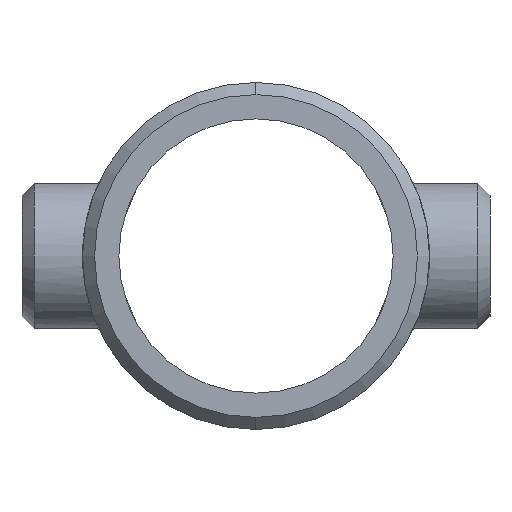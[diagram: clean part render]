
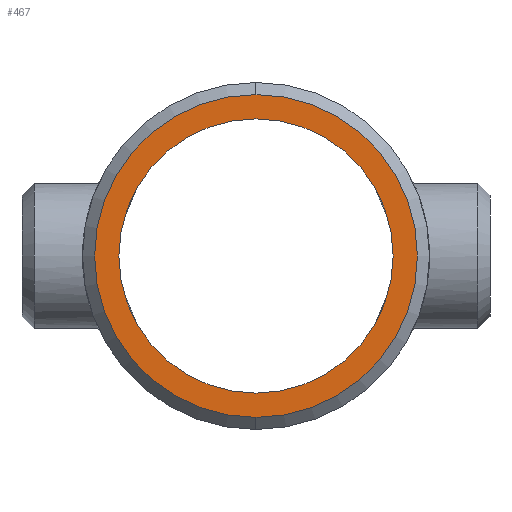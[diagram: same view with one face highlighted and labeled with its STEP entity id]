
A CAD part, left-side view. The second image highlights one B-rep face of the part: STEP entity #467.
In plain terms, the highlighted planar face has unit normal (-1, 0, 0).
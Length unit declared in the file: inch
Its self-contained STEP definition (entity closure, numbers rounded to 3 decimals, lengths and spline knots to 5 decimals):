
#24 = CIRCLE ( 'NONE', #261, 5. ) ;
#60 = ORIENTED_EDGE ( 'NONE', *, *, #299, .T. ) ;
#99 = VERTEX_POINT ( 'NONE', #362 ) ;
#144 = CARTESIAN_POINT ( 'NONE',  ( -8.5, 0., 5. ) ) ;
#191 = AXIS2_PLACEMENT_3D ( 'NONE', #1130, #1236, #1036 ) ;
#208 = DIRECTION ( 'NONE',  ( -1., 0., 0. ) ) ;
#236 = VERTEX_POINT ( 'NONE', #796 ) ;
#243 = ORIENTED_EDGE ( 'NONE', *, *, #498, .T. ) ;
#261 = AXIS2_PLACEMENT_3D ( 'NONE', #539, #1212, #1016 ) ;
#279 = CIRCLE ( 'NONE', #1196, 4.25 ) ;
#297 = CIRCLE ( 'NONE', #677, 4.25 ) ;
#299 = EDGE_CURVE ( 'NONE', #464, #99, #1259, .T. ) ;
#330 = DIRECTION ( 'NONE',  ( 0., 0., 1. ) ) ;
#347 = PLANE ( 'NONE',  #191 ) ;
#354 = CARTESIAN_POINT ( 'NONE',  ( -8.5, 0., 0. ) ) ;
#362 = CARTESIAN_POINT ( 'NONE',  ( -8.5, 0., -5. ) ) ;
#453 = DIRECTION ( 'NONE',  ( 1., 0., 0. ) ) ;
#464 = VERTEX_POINT ( 'NONE', #144 ) ;
#467 = ADVANCED_FACE ( 'NONE', ( #646, #937 ), #347, .T. ) ;
#483 = EDGE_CURVE ( 'NONE', #99, #464, #24, .T. ) ;
#498 = EDGE_CURVE ( 'NONE', #236, #1092, #297, .T. ) ;
#538 = ORIENTED_EDGE ( 'NONE', *, *, #991, .T. ) ;
#539 = CARTESIAN_POINT ( 'NONE',  ( -8.5, 0., 0. ) ) ;
#602 = DIRECTION ( 'NONE',  ( 0., 0., 1. ) ) ;
#646 = FACE_OUTER_BOUND ( 'NONE', #917, .T. ) ;
#677 = AXIS2_PLACEMENT_3D ( 'NONE', #354, #453, #330 ) ;
#796 = CARTESIAN_POINT ( 'NONE',  ( -8.5, 0., 4.25 ) ) ;
#814 = AXIS2_PLACEMENT_3D ( 'NONE', #1095, #208, #602 ) ;
#852 = DIRECTION ( 'NONE',  ( 1., 0., 0. ) ) ;
#917 = EDGE_LOOP ( 'NONE', ( #946, #60 ) ) ;
#919 = CARTESIAN_POINT ( 'NONE',  ( -8.5, 0., -4.25 ) ) ;
#937 = FACE_BOUND ( 'NONE', #958, .T. ) ;
#946 = ORIENTED_EDGE ( 'NONE', *, *, #483, .T. ) ;
#958 = EDGE_LOOP ( 'NONE', ( #243, #538 ) ) ;
#991 = EDGE_CURVE ( 'NONE', #1092, #236, #279, .T. ) ;
#1016 = DIRECTION ( 'NONE',  ( 0., 0., 1. ) ) ;
#1036 = DIRECTION ( 'NONE',  ( 0., 0., -1. ) ) ;
#1092 = VERTEX_POINT ( 'NONE', #919 ) ;
#1095 = CARTESIAN_POINT ( 'NONE',  ( -8.5, 0., 0. ) ) ;
#1130 = CARTESIAN_POINT ( 'NONE',  ( -8.5, 0., 0. ) ) ;
#1196 = AXIS2_PLACEMENT_3D ( 'NONE', #1213, #852, #1237 ) ;
#1212 = DIRECTION ( 'NONE',  ( -1., 0., 0. ) ) ;
#1213 = CARTESIAN_POINT ( 'NONE',  ( -8.5, 0., 0. ) ) ;
#1236 = DIRECTION ( 'NONE',  ( -1., 0., 0. ) ) ;
#1237 = DIRECTION ( 'NONE',  ( 0., 0., 1. ) ) ;
#1259 = CIRCLE ( 'NONE', #814, 5. ) ;
